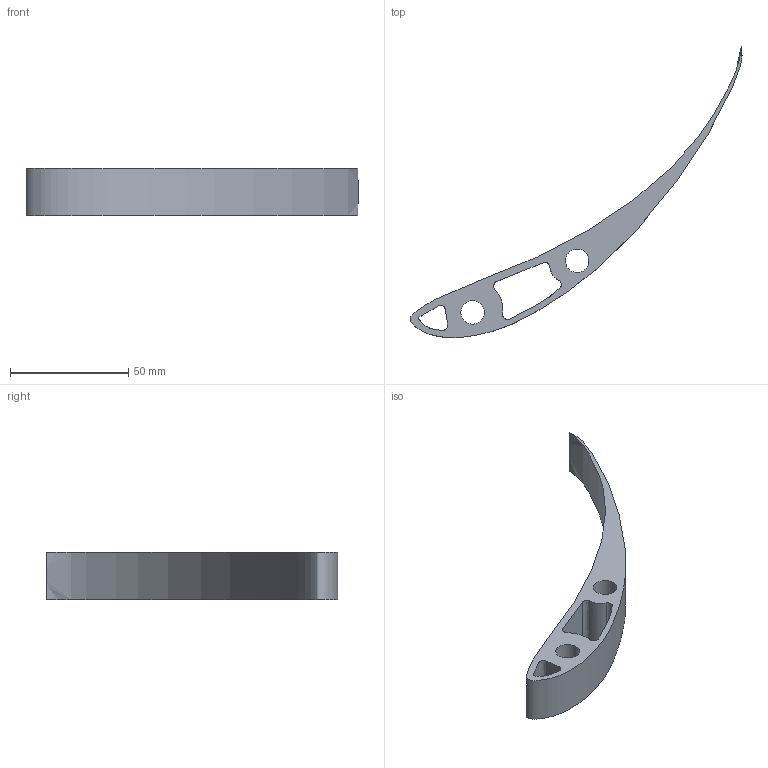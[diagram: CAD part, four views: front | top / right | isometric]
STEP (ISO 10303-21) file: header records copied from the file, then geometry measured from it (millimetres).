
FILE_DESCRIPTION(/* description */ (''),/* implementation_level */ '2;1');
FILE_NAME(/* name */ 'MSHD double element small insert.step',/* time_stamp */ '2018-06-29T14:01:08+02:00',/* author */ ('steffankirk'),/* organization */ (''),/* preprocessor_version */ 'ST-DEVELOPER v17',/* originating_system */ 'Autodesk Translation Framework v7.1.0.215',/* authorisation */ '');
FILE_SCHEMA (('AUTOMOTIVE_DESIGN { 1 0 10303 214 3 1 1 }'));
Length unit declared in the file: millimetre
Products named in the file (1): MSHD double element small
Bounding box: 140.57 x 123.32 x 20 mm (x, y, z)
Volume: 27999.6 mm3; surface area: 16885.6 mm2
Topology: 1 solids, 1 shells, 17 faces, 45 edges, 30 vertices
Faces by surface type: bspline 11, plane 4, cylinder 2
Full cylindrical faces by diameter (mm): 10 x2
Entity records: 1649 total; most frequent: CARTESIAN_POINT 1279, ORIENTED_EDGE 90, EDGE_CURVE 45, B_SPLINE_CURVE_WITH_KNOTS 30, VERTEX_POINT 30, DIRECTION 29, EDGE_LOOP 25, FACE_OUTER_BOUND 17
